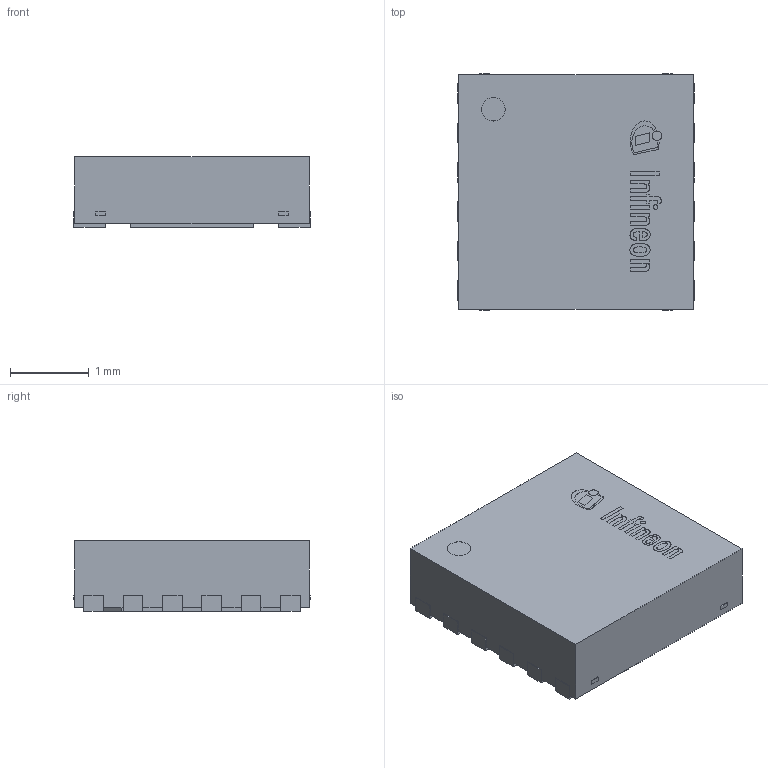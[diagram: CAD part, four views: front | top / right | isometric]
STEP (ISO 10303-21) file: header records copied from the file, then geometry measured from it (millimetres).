
FILE_DESCRIPTION(/* description */ (''),/* implementation_level */ '2;1');
FILE_NAME(/* name */ 'Working Folder - Shortcut.stp',/* time_stamp */ '2019-04-29T11:29:23+06:00',/* author */ ('janartha'),/* organization */ (''),/* preprocessor_version */ 'ST-DEVELOPER v16.13',/* originating_system */ 'AutoCAD Mechanical',/* authorisation */ '');
FILE_SCHEMA (('AUTOMOTIVE_DESIGN { 1 0 10303 214 3 1 1 }'));
Length unit declared in the file: millimetre
Products named in the file (1): Product
Bounding box: 3 x 3 x 0.9 mm (x, y, z)
Volume: 7.8 mm3; surface area: 45.9 mm2
Topology: 31 solids, 31 shells, 276 faces, 636 edges, 424 vertices
Faces by surface type: plane 255, bspline 16, cylinder 5
Full cylindrical faces by diameter (mm): 0.06 x1, 0.122 x1, 0.3 x2
Entity records: 8004 total; most frequent: CARTESIAN_POINT 1831, ORIENTED_EDGE 1264, DIRECTION 1132, EDGE_CURVE 632, LINE 590, VECTOR 590, VERTEX_POINT 424, EDGE_LOOP 286
